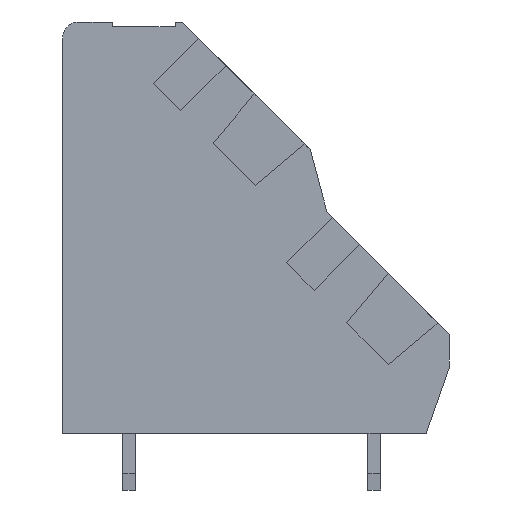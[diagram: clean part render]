
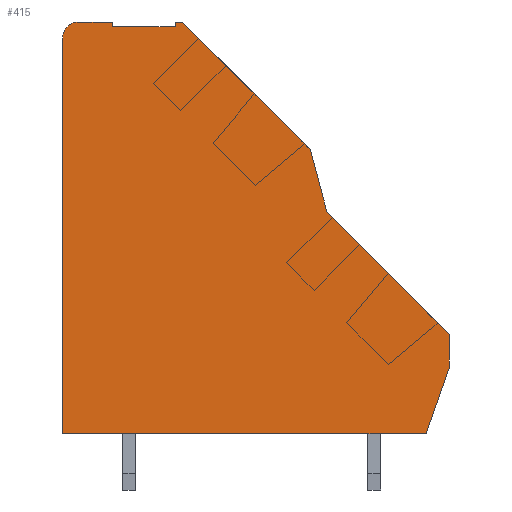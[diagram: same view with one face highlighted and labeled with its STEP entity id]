
A CAD part, left-side view. The second image highlights one B-rep face of the part: STEP entity #415.
In plain terms, the highlighted planar face has unit normal (-1, 0, 0).
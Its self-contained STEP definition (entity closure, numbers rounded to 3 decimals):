
#251=AXIS2_PLACEMENT_3D('Circle Axis2P3D',#249,#250,$) ;
#388=AXIS2_PLACEMENT_3D('Plane Axis2P3D',#385,#386,#387) ;
#49=CARTESIAN_POINT('Vertex',(0.,8.652,21.17)) ;
#52=CARTESIAN_POINT('Line Origine',(0.,8.131,19.225)) ;
#56=CARTESIAN_POINT('Vertex',(0.,7.61,17.28)) ;
#89=CARTESIAN_POINT('Vertex',(0.,17.05,29.1)) ;
#92=CARTESIAN_POINT('Line Origine',(0.,16.816,29.1)) ;
#96=CARTESIAN_POINT('Vertex',(0.,16.582,29.1)) ;
#127=CARTESIAN_POINT('Vertex',(0.,17.05,28.8)) ;
#130=CARTESIAN_POINT('Line Origine',(0.,17.05,28.95)) ;
#158=CARTESIAN_POINT('Vertex',(0.,20.95,28.8)) ;
#161=CARTESIAN_POINT('Line Origine',(0.,19.,28.8)) ;
#189=CARTESIAN_POINT('Vertex',(0.,20.95,29.1)) ;
#192=CARTESIAN_POINT('Line Origine',(0.,20.95,28.95)) ;
#215=CARTESIAN_POINT('Vertex',(0.,23.05,29.1)) ;
#218=CARTESIAN_POINT('Line Origine',(0.,22.,29.1)) ;
#246=CARTESIAN_POINT('Vertex',(0.,24.05,28.1)) ;
#249=CARTESIAN_POINT('Axis2P3D Location',(0.,23.05,28.1)) ;
#277=CARTESIAN_POINT('Vertex',(0.,24.05,3.5)) ;
#280=CARTESIAN_POINT('Line Origine',(0.,24.05,15.8)) ;
#308=CARTESIAN_POINT('Vertex',(0.,1.45,3.5)) ;
#311=CARTESIAN_POINT('Line Origine',(0.,12.75,3.5)) ;
#339=CARTESIAN_POINT('Vertex',(0.,0.,7.64)) ;
#342=CARTESIAN_POINT('Line Origine',(0.,0.725,5.57)) ;
#370=CARTESIAN_POINT('Vertex',(0.,0.,9.67)) ;
#373=CARTESIAN_POINT('Line Origine',(0.,0.,8.655)) ;
#385=CARTESIAN_POINT('Axis2P3D Location',(0.,0.,0.)) ;
#390=CARTESIAN_POINT('Line Origine',(0.,3.805,13.475)) ;
#395=CARTESIAN_POINT('Line Origine',(0.,12.617,25.135)) ;
#53=DIRECTION('Vector Direction',(0.,-0.259,-0.966)) ;
#93=DIRECTION('Vector Direction',(0.,-1.,0.)) ;
#131=DIRECTION('Vector Direction',(0.,0.,1.)) ;
#162=DIRECTION('Vector Direction',(0.,-1.,0.)) ;
#193=DIRECTION('Vector Direction',(0.,0.,-1.)) ;
#219=DIRECTION('Vector Direction',(0.,-1.,0.)) ;
#250=DIRECTION('Axis2P3D Direction',(-1.,0.,0.)) ;
#281=DIRECTION('Vector Direction',(0.,0.,1.)) ;
#312=DIRECTION('Vector Direction',(0.,1.,0.)) ;
#343=DIRECTION('Vector Direction',(0.,0.331,-0.944)) ;
#374=DIRECTION('Vector Direction',(0.,0.,-1.)) ;
#386=DIRECTION('Axis2P3D Direction',(-1.,0.,0.)) ;
#387=DIRECTION('Axis2P3D XDirection',(0.,0.,1.)) ;
#391=DIRECTION('Vector Direction',(0.,-0.707,-0.707)) ;
#396=DIRECTION('Vector Direction',(0.,-0.707,-0.707)) ;
#54=VECTOR('Line Direction',#53,1.) ;
#94=VECTOR('Line Direction',#93,1.) ;
#132=VECTOR('Line Direction',#131,1.) ;
#163=VECTOR('Line Direction',#162,1.) ;
#194=VECTOR('Line Direction',#193,1.) ;
#220=VECTOR('Line Direction',#219,1.) ;
#282=VECTOR('Line Direction',#281,1.) ;
#313=VECTOR('Line Direction',#312,1.) ;
#344=VECTOR('Line Direction',#343,1.) ;
#375=VECTOR('Line Direction',#374,1.) ;
#392=VECTOR('Line Direction',#391,1.) ;
#397=VECTOR('Line Direction',#396,1.) ;
#401=ORIENTED_EDGE('',*,*,#394,.T.) ;
#402=ORIENTED_EDGE('',*,*,#58,.T.) ;
#403=ORIENTED_EDGE('',*,*,#399,.T.) ;
#404=ORIENTED_EDGE('',*,*,#98,.T.) ;
#405=ORIENTED_EDGE('',*,*,#134,.T.) ;
#406=ORIENTED_EDGE('',*,*,#165,.T.) ;
#407=ORIENTED_EDGE('',*,*,#196,.T.) ;
#408=ORIENTED_EDGE('',*,*,#222,.T.) ;
#409=ORIENTED_EDGE('',*,*,#253,.T.) ;
#410=ORIENTED_EDGE('',*,*,#284,.T.) ;
#411=ORIENTED_EDGE('',*,*,#315,.T.) ;
#412=ORIENTED_EDGE('',*,*,#346,.T.) ;
#413=ORIENTED_EDGE('',*,*,#377,.T.) ;
#415=ADVANCED_FACE('_LM2NZF 5.08/24 3.5 OR 1764900000',(#414),#389,.T.) ;
#252=CIRCLE('generated circle',#251,1.) ;
#58=EDGE_CURVE('',#57,#50,#55,.F.) ;
#98=EDGE_CURVE('',#97,#90,#95,.F.) ;
#134=EDGE_CURVE('',#90,#128,#133,.F.) ;
#165=EDGE_CURVE('',#128,#159,#164,.F.) ;
#196=EDGE_CURVE('',#159,#190,#195,.F.) ;
#222=EDGE_CURVE('',#190,#216,#221,.F.) ;
#253=EDGE_CURVE('',#216,#247,#252,.T.) ;
#284=EDGE_CURVE('',#247,#278,#283,.F.) ;
#315=EDGE_CURVE('',#278,#309,#314,.F.) ;
#346=EDGE_CURVE('',#309,#340,#345,.F.) ;
#377=EDGE_CURVE('',#340,#371,#376,.F.) ;
#394=EDGE_CURVE('',#371,#57,#393,.F.) ;
#399=EDGE_CURVE('',#50,#97,#398,.F.) ;
#400=EDGE_LOOP('',(#401,#402,#403,#404,#405,#406,#407,#408,#409,#410,#411,#412,#413)) ;
#414=FACE_OUTER_BOUND('',#400,.T.) ;
#55=LINE('Line',#52,#54) ;
#95=LINE('Line',#92,#94) ;
#133=LINE('Line',#130,#132) ;
#164=LINE('Line',#161,#163) ;
#195=LINE('Line',#192,#194) ;
#221=LINE('Line',#218,#220) ;
#283=LINE('Line',#280,#282) ;
#314=LINE('Line',#311,#313) ;
#345=LINE('Line',#342,#344) ;
#376=LINE('Line',#373,#375) ;
#393=LINE('Line',#390,#392) ;
#398=LINE('Line',#395,#397) ;
#389=PLANE('',#388) ;
#50=VERTEX_POINT('',#49) ;
#57=VERTEX_POINT('',#56) ;
#90=VERTEX_POINT('',#89) ;
#97=VERTEX_POINT('',#96) ;
#128=VERTEX_POINT('',#127) ;
#159=VERTEX_POINT('',#158) ;
#190=VERTEX_POINT('',#189) ;
#216=VERTEX_POINT('',#215) ;
#247=VERTEX_POINT('',#246) ;
#278=VERTEX_POINT('',#277) ;
#309=VERTEX_POINT('',#308) ;
#340=VERTEX_POINT('',#339) ;
#371=VERTEX_POINT('',#370) ;
